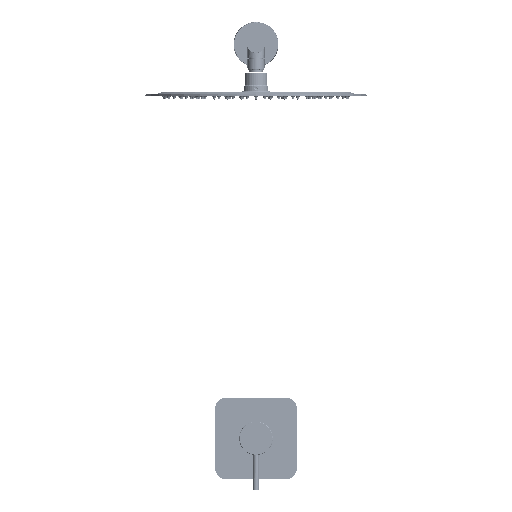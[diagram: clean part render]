
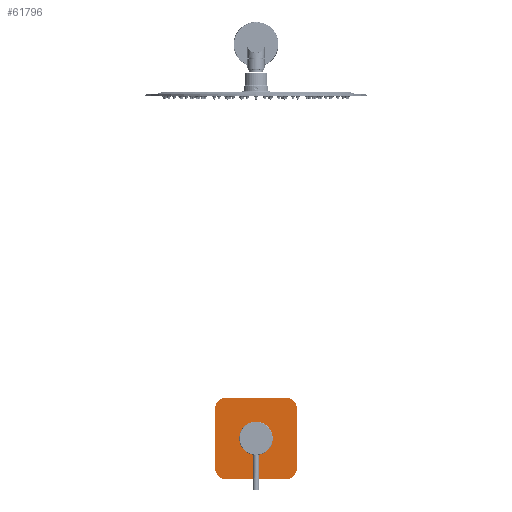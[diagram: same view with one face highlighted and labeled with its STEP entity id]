
A CAD part, top view. The second image highlights one B-rep face of the part: STEP entity #61796.
In plain terms, the highlighted planar face has unit normal (0, 0, 1).
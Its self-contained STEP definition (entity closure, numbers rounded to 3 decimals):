
#2069 = CIRCLE ( 'NONE', #39233, 15. ) ;
#2286 = DIRECTION ( 'NONE',  ( -1., 0., 0. ) ) ;
#2738 = ORIENTED_EDGE ( 'NONE', *, *, #96497, .T. ) ;
#2788 = EDGE_CURVE ( 'NONE', #42358, #89405, #77337, .T. ) ;
#3737 = CARTESIAN_POINT ( 'NONE',  ( -40., -70., 2. ) ) ;
#4599 = LINE ( 'NONE', #88412, #65562 ) ;
#7995 = DIRECTION ( 'NONE',  ( -1., 0., 0. ) ) ;
#10798 = FACE_OUTER_BOUND ( 'NONE', #34681, .T. ) ;
#11212 = DIRECTION ( 'NONE',  ( -1., 0., 0. ) ) ;
#11865 = CARTESIAN_POINT ( 'NONE',  ( -40., -85., 2. ) ) ;
#14668 = CARTESIAN_POINT ( 'NONE',  ( -21.25, -30., 2. ) ) ;
#14768 = VERTEX_POINT ( 'NONE', #109056 ) ;
#16003 = CARTESIAN_POINT ( 'NONE',  ( 40., -85., 2. ) ) ;
#18184 = CARTESIAN_POINT ( 'NONE',  ( -40., 25., 2. ) ) ;
#18295 = EDGE_CURVE ( 'NONE', #100448, #19813, #4599, .T. ) ;
#18650 = EDGE_CURVE ( 'NONE', #46335, #46335, #19545, .T. ) ;
#19123 = DIRECTION ( 'NONE',  ( -1., 0., 0. ) ) ;
#19545 = CIRCLE ( 'NONE', #47893, 21.25 ) ;
#19813 = VERTEX_POINT ( 'NONE', #37626 ) ;
#21255 = LINE ( 'NONE', #81696, #22144 ) ;
#21859 = ORIENTED_EDGE ( 'NONE', *, *, #86314, .T. ) ;
#22144 = VECTOR ( 'NONE', #55090, 1000. ) ;
#24618 = VERTEX_POINT ( 'NONE', #47523 ) ;
#29581 = DIRECTION ( 'NONE',  ( 0., 1., 0. ) ) ;
#29771 = VERTEX_POINT ( 'NONE', #18184 ) ;
#32017 = AXIS2_PLACEMENT_3D ( 'NONE', #93341, #52260, #92263 ) ;
#34681 = EDGE_LOOP ( 'NONE', ( #99280, #2738, #49289, #62814, #107134, #99862, #46442, #21859 ) ) ;
#37626 = CARTESIAN_POINT ( 'NONE',  ( -55., 10., 2. ) ) ;
#39233 = AXIS2_PLACEMENT_3D ( 'NONE', #105001, #87259, #11212 ) ;
#42358 = VERTEX_POINT ( 'NONE', #16003 ) ;
#44081 = FACE_BOUND ( 'NONE', #101402, .T. ) ;
#44647 = CARTESIAN_POINT ( 'NONE',  ( 0., -30., 2. ) ) ;
#45222 = VECTOR ( 'NONE', #103309, 1000. ) ;
#46335 = VERTEX_POINT ( 'NONE', #14668 ) ;
#46442 = ORIENTED_EDGE ( 'NONE', *, *, #72313, .F. ) ;
#47523 = CARTESIAN_POINT ( 'NONE',  ( 55., -70., 2. ) ) ;
#47893 = AXIS2_PLACEMENT_3D ( 'NONE', #94970, #70540, #2286 ) ;
#48182 = AXIS2_PLACEMENT_3D ( 'NONE', #103214, #75496, #109348 ) ;
#49289 = ORIENTED_EDGE ( 'NONE', *, *, #18295, .F. ) ;
#51702 = LINE ( 'NONE', #94441, #45222 ) ;
#51726 = CIRCLE ( 'NONE', #48182, 15. ) ;
#52260 = DIRECTION ( 'NONE',  ( 0., 0., 1. ) ) ;
#55090 = DIRECTION ( 'NONE',  ( 0., -1., 0. ) ) ;
#56385 = DIRECTION ( 'NONE',  ( 0., 0., 1. ) ) ;
#58484 = CARTESIAN_POINT ( 'NONE',  ( 55., -85., 2. ) ) ;
#59516 = AXIS2_PLACEMENT_3D ( 'NONE', #44647, #86281, #19123 ) ;
#60001 = VERTEX_POINT ( 'NONE', #79103 ) ;
#61796 = ADVANCED_FACE ( 'NONE', ( #44081, #10798 ), #95149, .F. ) ;
#62814 = ORIENTED_EDGE ( 'NONE', *, *, #92090, .T. ) ;
#65562 = VECTOR ( 'NONE', #29581, 1000. ) ;
#70540 = DIRECTION ( 'NONE',  ( 0., 0., -1. ) ) ;
#71426 = ORIENTED_EDGE ( 'NONE', *, *, #18650, .T. ) ;
#72313 = EDGE_CURVE ( 'NONE', #60001, #24618, #21255, .T. ) ;
#75496 = DIRECTION ( 'NONE',  ( 0., 0., 1. ) ) ;
#77337 = LINE ( 'NONE', #58484, #108298 ) ;
#78096 = CIRCLE ( 'NONE', #32017, 15. ) ;
#79103 = CARTESIAN_POINT ( 'NONE',  ( 55., 10., 2. ) ) ;
#81696 = CARTESIAN_POINT ( 'NONE',  ( 55., 25., 2. ) ) ;
#85701 = AXIS2_PLACEMENT_3D ( 'NONE', #3737, #56385, #89710 ) ;
#86281 = DIRECTION ( 'NONE',  ( 0., 0., -1. ) ) ;
#86314 = EDGE_CURVE ( 'NONE', #60001, #14768, #78096, .T. ) ;
#87259 = DIRECTION ( 'NONE',  ( 0., 0., 1. ) ) ;
#88412 = CARTESIAN_POINT ( 'NONE',  ( -55., -85., 2. ) ) ;
#89405 = VERTEX_POINT ( 'NONE', #11865 ) ;
#89710 = DIRECTION ( 'NONE',  ( -1., 0., 0. ) ) ;
#92090 = EDGE_CURVE ( 'NONE', #100448, #89405, #92820, .T. ) ;
#92263 = DIRECTION ( 'NONE',  ( -1., 0., 0. ) ) ;
#92820 = CIRCLE ( 'NONE', #85701, 15. ) ;
#93341 = CARTESIAN_POINT ( 'NONE',  ( 40., 10., 2. ) ) ;
#94441 = CARTESIAN_POINT ( 'NONE',  ( -55., 25., 2. ) ) ;
#94970 = CARTESIAN_POINT ( 'NONE',  ( 0., -30., 2. ) ) ;
#95149 = PLANE ( 'NONE',  #59516 ) ;
#96497 = EDGE_CURVE ( 'NONE', #29771, #19813, #2069, .T. ) ;
#96742 = EDGE_CURVE ( 'NONE', #42358, #24618, #51726, .T. ) ;
#99280 = ORIENTED_EDGE ( 'NONE', *, *, #105913, .F. ) ;
#99862 = ORIENTED_EDGE ( 'NONE', *, *, #96742, .T. ) ;
#100448 = VERTEX_POINT ( 'NONE', #109882 ) ;
#101402 = EDGE_LOOP ( 'NONE', ( #71426 ) ) ;
#103214 = CARTESIAN_POINT ( 'NONE',  ( 40., -70., 2. ) ) ;
#103309 = DIRECTION ( 'NONE',  ( 1., 0., 0. ) ) ;
#105001 = CARTESIAN_POINT ( 'NONE',  ( -40., 10., 2. ) ) ;
#105913 = EDGE_CURVE ( 'NONE', #29771, #14768, #51702, .T. ) ;
#107134 = ORIENTED_EDGE ( 'NONE', *, *, #2788, .F. ) ;
#108298 = VECTOR ( 'NONE', #7995, 1000. ) ;
#109056 = CARTESIAN_POINT ( 'NONE',  ( 40., 25., 2. ) ) ;
#109348 = DIRECTION ( 'NONE',  ( -1., 0., 0. ) ) ;
#109882 = CARTESIAN_POINT ( 'NONE',  ( -55., -70., 2. ) ) ;
